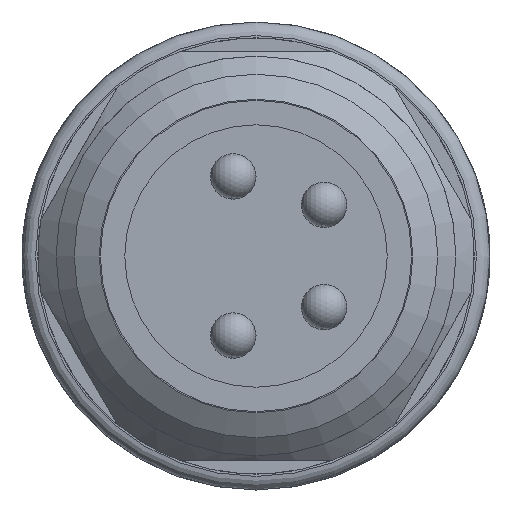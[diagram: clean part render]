
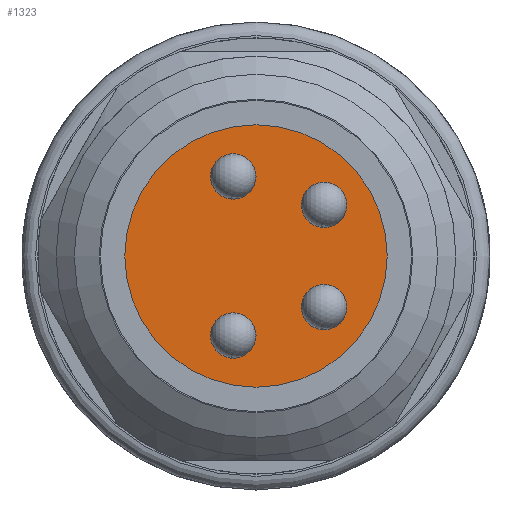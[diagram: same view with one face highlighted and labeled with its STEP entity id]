
A CAD part, front view. The second image highlights one B-rep face of the part: STEP entity #1323.
In plain terms, the highlighted planar face has unit normal (0, -1, 0).
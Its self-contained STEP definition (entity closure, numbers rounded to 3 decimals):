
#684=PLANE('',#5864);
#1323=ADVANCED_FACE('F27',(#1796,#1797,#1798,#1799,#1800),#684,.F.);
#1796=FACE_BOUND('',#1982,.T.);
#1797=FACE_BOUND('',#1983,.T.);
#1798=FACE_BOUND('',#1984,.T.);
#1799=FACE_BOUND('',#1985,.T.);
#1800=FACE_BOUND('',#1986,.T.);
#1982=EDGE_LOOP('',(#2588));
#1983=EDGE_LOOP('',(#2589));
#1984=EDGE_LOOP('',(#2590));
#1985=EDGE_LOOP('',(#2591));
#1986=EDGE_LOOP('',(#2592));
#2588=ORIENTED_EDGE('',*,*,#4674,.T.);
#2589=ORIENTED_EDGE('',*,*,#4673,.T.);
#2590=ORIENTED_EDGE('',*,*,#4672,.T.);
#2591=ORIENTED_EDGE('',*,*,#4671,.T.);
#2592=ORIENTED_EDGE('',*,*,#4675,.F.);
#4103=VERTEX_POINT('',#8355);
#4104=VERTEX_POINT('',#8358);
#4105=VERTEX_POINT('',#8361);
#4106=VERTEX_POINT('',#8364);
#4107=VERTEX_POINT('',#8367);
#4671=EDGE_CURVE('',#4103,#4103,#5435,.T.);
#4672=EDGE_CURVE('',#4104,#4104,#5436,.T.);
#4673=EDGE_CURVE('',#4105,#4105,#5437,.T.);
#4674=EDGE_CURVE('',#4106,#4106,#5438,.T.);
#4675=EDGE_CURVE('E38',#4107,#4107,#5439,.T.);
#5435=CIRCLE('',#5855,0.5);
#5436=CIRCLE('',#5857,0.5);
#5437=CIRCLE('',#5859,0.5);
#5438=CIRCLE('',#5861,0.5);
#5439=CIRCLE('',#5863,2.887);
#5855=AXIS2_PLACEMENT_3D('',#8354,#6696,#6697);
#5857=AXIS2_PLACEMENT_3D('',#8357,#6700,#6701);
#5859=AXIS2_PLACEMENT_3D('',#8360,#6704,#6705);
#5861=AXIS2_PLACEMENT_3D('',#8363,#6708,#6709);
#5863=AXIS2_PLACEMENT_3D('',#8366,#6712,#6713);
#5864=AXIS2_PLACEMENT_3D('',#8368,#6714,#6715);
#6696=DIRECTION('',(0.,1.,0.));
#6697=DIRECTION('',(-1.,0.,0.));
#6700=DIRECTION('',(0.,1.,0.));
#6701=DIRECTION('',(-1.,0.,0.));
#6704=DIRECTION('',(0.,1.,0.));
#6705=DIRECTION('',(-1.,0.,0.));
#6708=DIRECTION('',(0.,1.,0.));
#6709=DIRECTION('',(-1.,0.,0.));
#6712=DIRECTION('',(0.,1.,0.));
#6713=DIRECTION('',(0.,0.,-1.));
#6714=DIRECTION('',(0.,1.,0.));
#6715=DIRECTION('',(0.,0.,1.));
#8354=CARTESIAN_POINT('',(49.124,2.45,-70.1));
#8355=CARTESIAN_POINT('',(48.624,2.45,-70.1));
#8357=CARTESIAN_POINT('',(51.124,2.45,-69.475));
#8358=CARTESIAN_POINT('',(50.624,2.45,-69.475));
#8360=CARTESIAN_POINT('',(51.124,2.45,-67.225));
#8361=CARTESIAN_POINT('',(50.624,2.45,-67.225));
#8363=CARTESIAN_POINT('',(49.124,2.45,-66.6));
#8364=CARTESIAN_POINT('',(48.624,2.45,-66.6));
#8366=CARTESIAN_POINT('',(49.624,2.45,-68.35));
#8367=CARTESIAN_POINT('',(49.624,2.45,-71.237));
#8368=CARTESIAN_POINT('',(49.624,2.45,-68.35));
